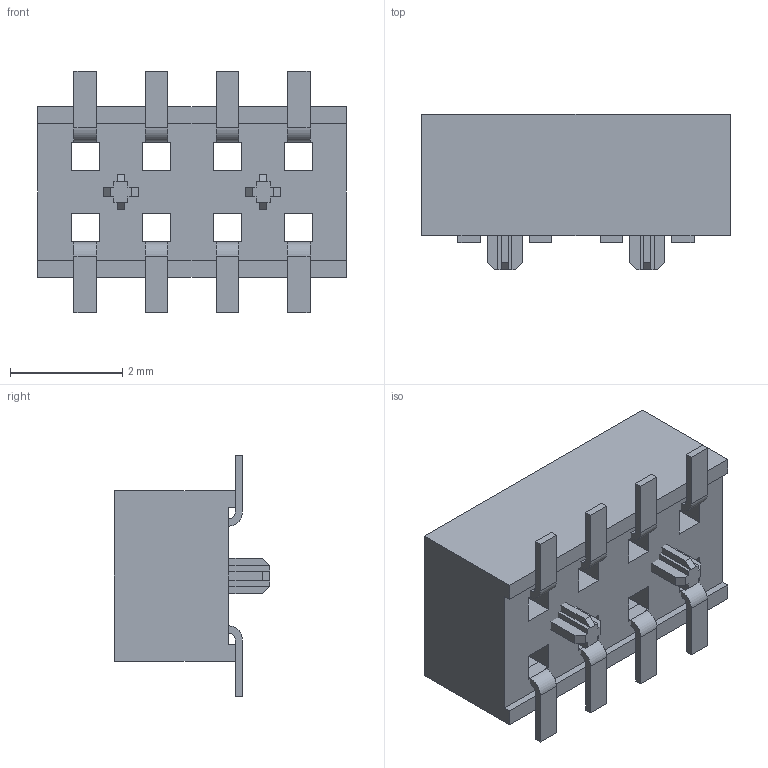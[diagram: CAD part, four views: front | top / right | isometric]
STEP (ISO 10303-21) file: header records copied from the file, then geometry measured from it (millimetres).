
FILE_DESCRIPTION(/* description */ ('STEP AP214'),/* implementation_level */ '2;1');
FILE_NAME(/* name */ 'CLP-104-02-L-D-A',/* time_stamp */ '2024-04-18T15:40:10+02:00',/* author */ ('License CC BY-ND 4.0'),/* organization */ ('CADENAS'),/* preprocessor_version */ 'ST-DEVELOPER v19.3',/* originating_system */ 'PARTsolutions',/* authorisation */ ' ');
FILE_SCHEMA (('AUTOMOTIVE_DESIGN {1 0 10303 214 3 1 1}'));
Length unit declared in the file: inch
Products named in the file (4): CLP-104-02-L-D-A; CLP-104-2-L-D-A_terminal; C-106-22-1-L-04_Pin; CLP_ap
Assembly tree (5 placements, depth 2):
  CLP-104-02-L-D-A
    CLP-104-2-L-D-A_terminal
    C-106-22-1-L-04_Pin  x2
    CLP_ap  x2
Bounding box: 5.51 x 2.77 x 4.32 mm (x, y, z)
Volume: 31.5 mm3; surface area: 122.2 mm2
Topology: 5 solids, 5 shells, 162 faces, 448 edges, 296 vertices
Faces by surface type: plane 146, cylinder 16
Entity records: 3365 total; most frequent: CARTESIAN_POINT 580, ORIENTED_EDGE 568, DIRECTION 516, EDGE_CURVE 284, LINE 268, VECTOR 268, VERTEX_POINT 188, AXIS2_PLACEMENT_3D 124
